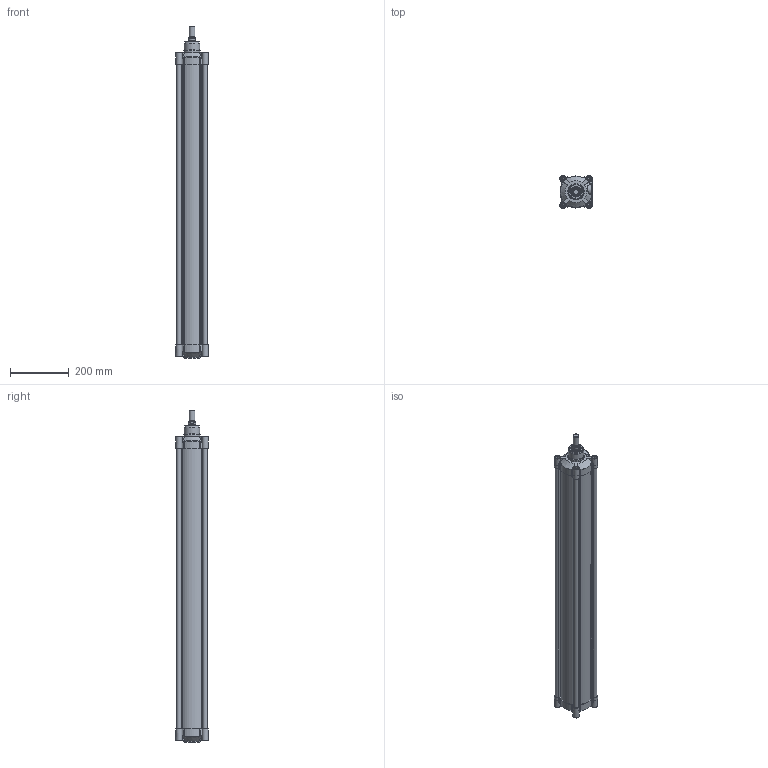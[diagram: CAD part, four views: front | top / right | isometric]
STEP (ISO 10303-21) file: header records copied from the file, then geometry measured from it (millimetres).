
FILE_DESCRIPTION(/* description */ (''),/* implementation_level */ '2;1');
FILE_NAME(/* name */ 'C-P-100-0900.stp',/* time_stamp */ '2017-10-13T14:36:36+02:00',/* author */ (''),/* organization */ (''),/* preprocessor_version */ 'ST-DEVELOPER v15.2',/* originating_system */ 'Autodesk Translator Framework v2.0.0.5431',/* authorisation */ '');
FILE_SCHEMA (('AUTOMOTIVE_DESIGN { 1 0 10303 214 3 1 1 }'));
Length unit declared in the file: centimetre
Products named in the file (1): (Unsaved)
Bounding box: 110 x 110 x 1133 mm (x, y, z)
Volume: 2443472.8 mm3; surface area: 1177395.8 mm2
Topology: 8 solids, 33 shells, 1229 faces, 2881 edges, 1729 vertices
Faces by surface type: plane 388, bspline 271, cylinder 241, cone 122, sphere 116, torus 91
Full cylindrical faces by diameter (mm): 5 x2, 5.9 x2, 6.5 x2, 7.25 x2, 8.376 x8, 9.1 x4, 9.4 x4, 10 x8, 10.3 x8, 11.8 x4, 11.9 x2, 12 x4, 16 x9, 16.3 x8, 17 x2, 17.5 x1, 18.631 x2, 20 x1, 24.5 x1, 25 x1, 25.8 x1, 25.962 x1, 30 x1, 31.5 x2, 35 x3, 52 x1, 55 x2, 100 x1
Entity records: 38690 total; most frequent: CARTESIAN_POINT 13107, ORIENTED_EDGE 5065, DIRECTION 4998, EDGE_CURVE 2599, AXIS2_PLACEMENT_3D 2038, VERTEX_POINT 1673, EDGE_LOOP 1563, FACE_OUTER_BOUND 1228
